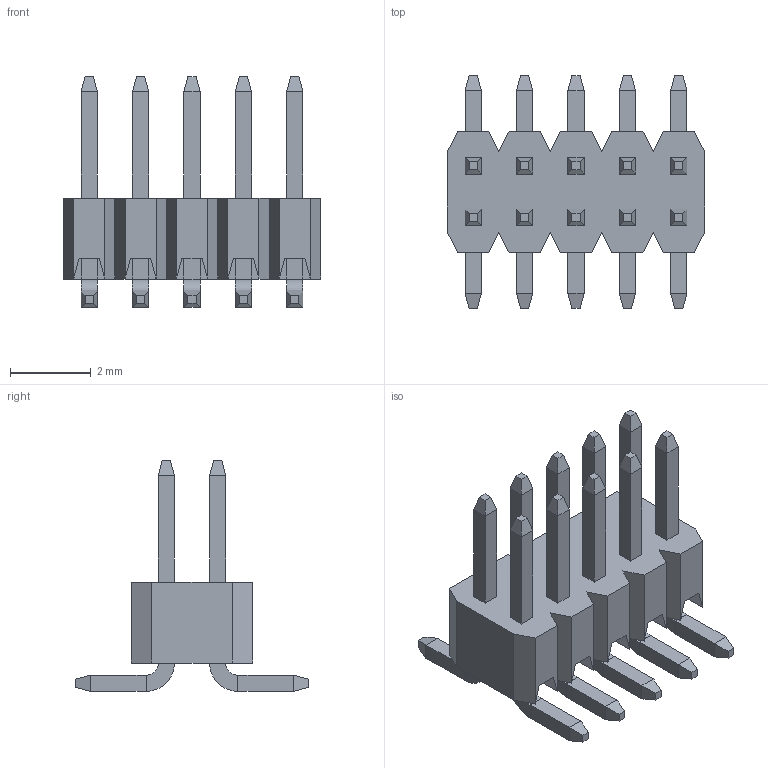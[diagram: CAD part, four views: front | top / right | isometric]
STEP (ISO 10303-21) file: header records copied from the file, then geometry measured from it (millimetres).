
FILE_DESCRIPTION (( 'STEP AP214' ), '1' );
FILE_NAME ('FPH12746-D10S1014070508M-REF.STEP', '2026-01-16T02:32:14', ( '' ), ( '' ), 'SwSTEP 2.0', 'SolidWorks 2021', '' );
FILE_SCHEMA (( 'AUTOMOTIVE_DESIGN' ));
Length unit declared in the file: millimetre
Products named in the file (1): FPH12746-D10S1014070508M-REF
Bounding box: 6.35 x 5.75 x 5.7 mm (x, y, z)
Volume: 40.9 mm3; surface area: 181.9 mm2
Topology: 1 solids, 1 shells, 334 faces, 756 edges, 444 vertices
Faces by surface type: plane 314, cylinder 20
Entity records: 8974 total; most frequent: CARTESIAN_POINT 1535, ORIENTED_EDGE 1512, DIRECTION 1466, EDGE_CURVE 756, VECTOR 716, LINE 716, VERTEX_POINT 444, AXIS2_PLACEMENT_3D 375
